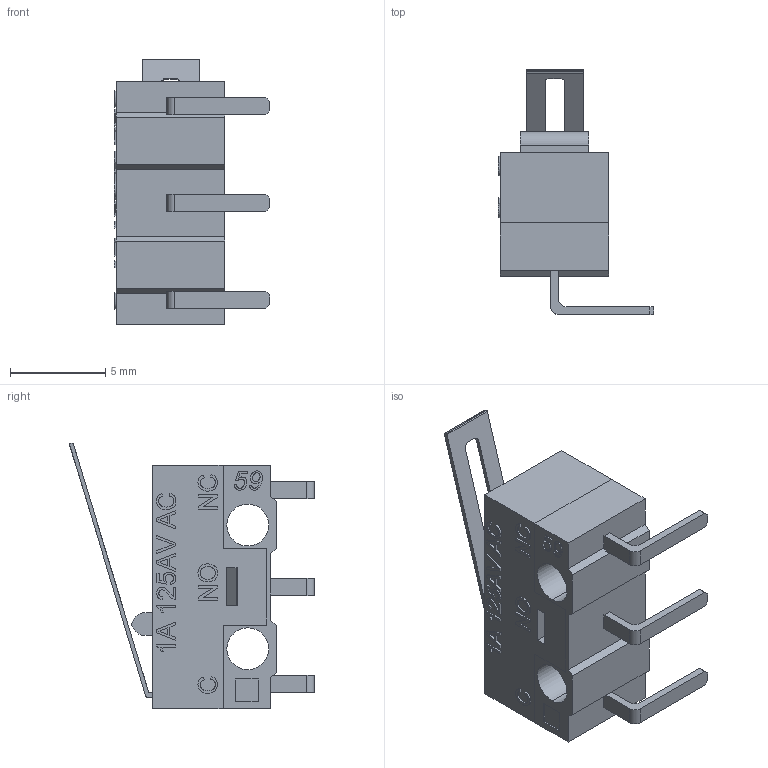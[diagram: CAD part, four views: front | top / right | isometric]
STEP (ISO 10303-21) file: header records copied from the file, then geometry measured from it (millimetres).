
FILE_DESCRIPTION (( 'STEP AP203' ), '1' );
FILE_NAME ('Micro limit switch.STEP', '2023-06-15T11:40:10', ( '' ), ( '' ), 'SwSTEP 2.0', 'SolidWorks 2022', '' );
FILE_SCHEMA (( 'CONFIG_CONTROL_DESIGN' ));
Length unit declared in the file: millimetre
Products named in the file (5): Plate; PINS___ _________; Micro limit switch; High_Part___ _________; Button___ _________
Assembly tree (4 placements, depth 2):
  Micro limit switch
    PINS___ _________
    High_Part___ _________
    Button___ _________
    Plate
Bounding box: 8.15 x 12.86 x 13.95 mm (x, y, z)
Volume: 470.8 mm3; surface area: 842.8 mm2
Topology: 4 solids, 4 shells, 341 faces, 909 edges, 606 vertices
Faces by surface type: plane 228, bspline 89, cylinder 24
Entity records: 16020 total; most frequent: CARTESIAN_POINT 7536, ORIENTED_EDGE 1818, DIRECTION 1297, EDGE_CURVE 909, VECTOR 683, LINE 683, VERTEX_POINT 606, EDGE_LOOP 379
